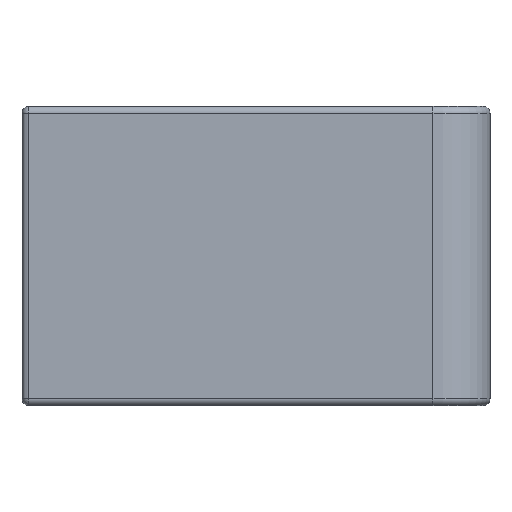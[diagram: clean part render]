
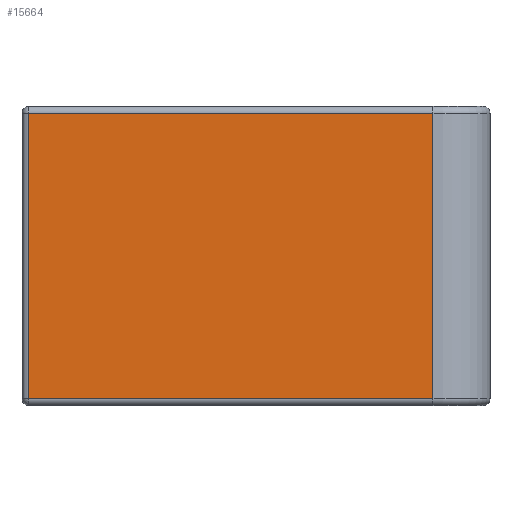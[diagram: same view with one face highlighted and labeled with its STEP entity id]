
A CAD part, front view. The second image highlights one B-rep face of the part: STEP entity #15664.
In plain terms, the highlighted planar face has unit normal (0, -1, 0).
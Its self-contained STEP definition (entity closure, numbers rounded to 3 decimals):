
#263 = VECTOR ( 'NONE', #21191, 1000. ) ;
#545 = ORIENTED_EDGE ( 'NONE', *, *, #15067, .T. ) ;
#812 = CARTESIAN_POINT ( 'NONE',  ( 180., 0., -128. ) ) ;
#1881 = DIRECTION ( 'NONE',  ( 0., -1., 0. ) ) ;
#2845 = ORIENTED_EDGE ( 'NONE', *, *, #7892, .T. ) ;
#4254 = VERTEX_POINT ( 'NONE', #10481 ) ;
#5004 = EDGE_CURVE ( 'NONE', #4254, #7765, #10410, .T. ) ;
#5420 = LINE ( 'NONE', #7465, #7900 ) ;
#5818 = CARTESIAN_POINT ( 'NONE',  ( 3., 0., -128. ) ) ;
#6567 = CARTESIAN_POINT ( 'NONE',  ( 0., 0., -3. ) ) ;
#7465 = CARTESIAN_POINT ( 'NONE',  ( 3., 0., -131. ) ) ;
#7765 = VERTEX_POINT ( 'NONE', #18324 ) ;
#7892 = EDGE_CURVE ( 'NONE', #10236, #4254, #9253, .T. ) ;
#7900 = VECTOR ( 'NONE', #17288, 1000. ) ;
#8637 = VECTOR ( 'NONE', #19983, 1000. ) ;
#8713 = VERTEX_POINT ( 'NONE', #5818 ) ;
#9253 = LINE ( 'NONE', #24576, #15207 ) ;
#10236 = VERTEX_POINT ( 'NONE', #812 ) ;
#10410 = LINE ( 'NONE', #6567, #8637 ) ;
#10457 = DIRECTION ( 'NONE',  ( 0., 0., -1. ) ) ;
#10481 = CARTESIAN_POINT ( 'NONE',  ( 180., 0., -3. ) ) ;
#11450 = EDGE_CURVE ( 'NONE', #8713, #10236, #19035, .T. ) ;
#11604 = PLANE ( 'NONE',  #19309 ) ;
#15067 = EDGE_CURVE ( 'NONE', #7765, #8713, #5420, .T. ) ;
#15207 = VECTOR ( 'NONE', #17033, 1000. ) ;
#15664 = ADVANCED_FACE ( 'NONE', ( #23221 ), #11604, .T. ) ;
#16130 = EDGE_LOOP ( 'NONE', ( #20872, #2845, #17656, #545 ) ) ;
#17033 = DIRECTION ( 'NONE',  ( 0., 0., 1. ) ) ;
#17288 = DIRECTION ( 'NONE',  ( 0., 0., -1. ) ) ;
#17656 = ORIENTED_EDGE ( 'NONE', *, *, #5004, .T. ) ;
#18324 = CARTESIAN_POINT ( 'NONE',  ( 3., 0., -3. ) ) ;
#19035 = LINE ( 'NONE', #22986, #263 ) ;
#19309 = AXIS2_PLACEMENT_3D ( 'NONE', #19389, #1881, #10457 ) ;
#19389 = CARTESIAN_POINT ( 'NONE',  ( 0., 0., 0. ) ) ;
#19983 = DIRECTION ( 'NONE',  ( -1., 0., 0. ) ) ;
#20872 = ORIENTED_EDGE ( 'NONE', *, *, #11450, .T. ) ;
#21191 = DIRECTION ( 'NONE',  ( 1., 0., 0. ) ) ;
#22986 = CARTESIAN_POINT ( 'NONE',  ( 205., 0., -128. ) ) ;
#23221 = FACE_OUTER_BOUND ( 'NONE', #16130, .T. ) ;
#24576 = CARTESIAN_POINT ( 'NONE',  ( 180., 0., -3. ) ) ;
